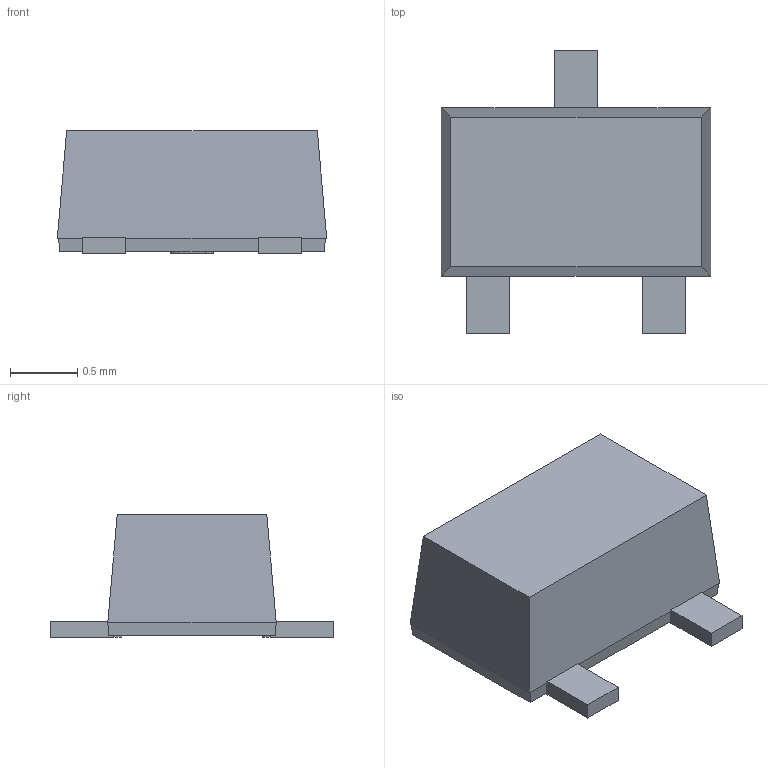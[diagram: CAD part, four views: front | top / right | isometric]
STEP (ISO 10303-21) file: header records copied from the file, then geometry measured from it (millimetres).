
FILE_DESCRIPTION( (''), '2;1');
FILE_NAME ('3D_Model_UMT3F.stp','2019-07-23T19:02:09',(''),(''),'spGate 14.4.10','','');
FILE_SCHEMA (('AUTOMOTIVE_DESIGN'));
Length unit declared in the file: millimetre
Products named in the file (5): Assembly; 3D_Model_UMT3F-prt0; 3D_Model_UMT3F-prt1; 3D_Model_UMT3F-prt2; 3D_Model_UMT3F-prt3
Assembly tree (4 placements, depth 2):
  Assembly
    3D_Model_UMT3F-prt0
    3D_Model_UMT3F-prt1
    3D_Model_UMT3F-prt2
    3D_Model_UMT3F-prt3
Bounding box: 2 x 2.1 x 0.91 mm (x, y, z)
Volume: 2.1 mm3; surface area: 11.8 mm2
Topology: 4 solids, 4 shells, 57 faces, 143 edges, 94 vertices
Faces by surface type: plane 45, cylinder 12
Entity records: 2998 total; most frequent: CARTESIAN_POINT 304, DIRECTION 301, ORIENTED_EDGE 286, COLOUR_RGB 204, PRESENTATION_STYLE_ASSIGNMENT 204, STYLED_ITEM 204, EDGE_CURVE 143, DRAUGHTING_PRE_DEFINED_CURVE_FONT 143
